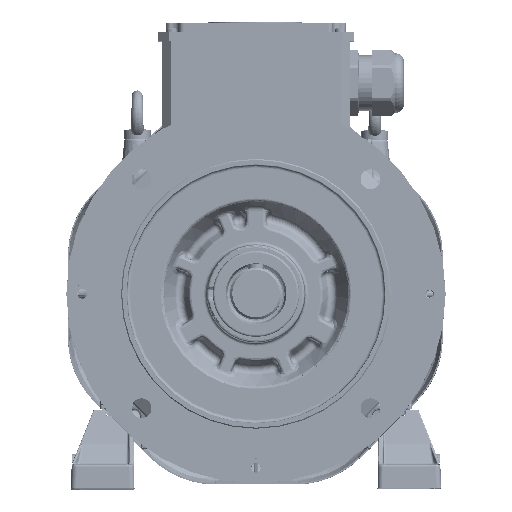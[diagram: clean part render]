
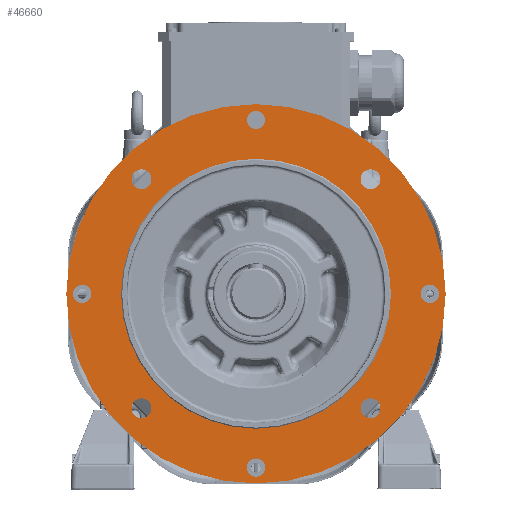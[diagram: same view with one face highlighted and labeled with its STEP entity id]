
A CAD part, top view. The second image highlights one B-rep face of the part: STEP entity #46660.
In plain terms, the highlighted planar face has unit normal (0, 0, 1).
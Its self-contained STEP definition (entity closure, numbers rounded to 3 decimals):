
#3287=PLANE('',#165528);
#41142=CIRCLE('',#165518,175.681);
#41143=CIRCLE('',#165519,125.);
#41144=CIRCLE('',#165520,9.25);
#41145=CIRCLE('',#165521,9.25);
#41146=CIRCLE('',#165522,9.25);
#41147=CIRCLE('',#165523,9.25);
#41148=CIRCLE('',#165524,8.5);
#41149=CIRCLE('',#165525,8.5);
#41150=CIRCLE('',#165526,8.5);
#41151=CIRCLE('',#165527,8.5);
#46660=ADVANCED_FACE('',(#54779,#54780,#54781,#54782,#54783,#54784,#54785,
#54786,#54787,#54788),#3287,.F.);
#54779=FACE_BOUND('',#59025,.T.);
#54780=FACE_BOUND('',#59026,.T.);
#54781=FACE_BOUND('',#59027,.T.);
#54782=FACE_BOUND('',#59028,.T.);
#54783=FACE_BOUND('',#59029,.T.);
#54784=FACE_BOUND('',#59030,.T.);
#54785=FACE_BOUND('',#59031,.T.);
#54786=FACE_BOUND('',#59032,.T.);
#54787=FACE_BOUND('',#59033,.T.);
#54788=FACE_BOUND('',#59034,.T.);
#59025=EDGE_LOOP('',(#83934));
#59026=EDGE_LOOP('',(#83935));
#59027=EDGE_LOOP('',(#83936));
#59028=EDGE_LOOP('',(#83937));
#59029=EDGE_LOOP('',(#83938));
#59030=EDGE_LOOP('',(#83939));
#59031=EDGE_LOOP('',(#83940));
#59032=EDGE_LOOP('',(#83941));
#59033=EDGE_LOOP('',(#83942));
#59034=EDGE_LOOP('',(#83943));
#83934=ORIENTED_EDGE('',*,*,#137489,.F.);
#83935=ORIENTED_EDGE('',*,*,#137490,.F.);
#83936=ORIENTED_EDGE('',*,*,#137491,.T.);
#83937=ORIENTED_EDGE('',*,*,#137492,.T.);
#83938=ORIENTED_EDGE('',*,*,#137493,.T.);
#83939=ORIENTED_EDGE('',*,*,#137494,.T.);
#83940=ORIENTED_EDGE('',*,*,#137495,.F.);
#83941=ORIENTED_EDGE('',*,*,#137496,.F.);
#83942=ORIENTED_EDGE('',*,*,#137497,.F.);
#83943=ORIENTED_EDGE('',*,*,#137498,.F.);
#115215=VERTEX_POINT('',#260990);
#115216=VERTEX_POINT('',#260992);
#115217=VERTEX_POINT('',#260994);
#115218=VERTEX_POINT('',#260996);
#115219=VERTEX_POINT('',#260998);
#115220=VERTEX_POINT('',#261000);
#115221=VERTEX_POINT('',#261002);
#115222=VERTEX_POINT('',#261004);
#115223=VERTEX_POINT('',#261006);
#115224=VERTEX_POINT('',#261008);
#137489=EDGE_CURVE('',#115215,#115215,#41142,.T.);
#137490=EDGE_CURVE('',#115216,#115216,#41143,.T.);
#137491=EDGE_CURVE('',#115217,#115217,#41144,.T.);
#137492=EDGE_CURVE('',#115218,#115218,#41145,.T.);
#137493=EDGE_CURVE('',#115219,#115219,#41146,.T.);
#137494=EDGE_CURVE('',#115220,#115220,#41147,.T.);
#137495=EDGE_CURVE('',#115221,#115221,#41148,.T.);
#137496=EDGE_CURVE('',#115222,#115222,#41149,.T.);
#137497=EDGE_CURVE('',#115223,#115223,#41150,.T.);
#137498=EDGE_CURVE('',#115224,#115224,#41151,.T.);
#165518=AXIS2_PLACEMENT_3D('',#260989,#194828,#194829);
#165519=AXIS2_PLACEMENT_3D('',#260991,#194830,#194831);
#165520=AXIS2_PLACEMENT_3D('',#260993,#194832,#194833);
#165521=AXIS2_PLACEMENT_3D('',#260995,#194834,#194835);
#165522=AXIS2_PLACEMENT_3D('',#260997,#194836,#194837);
#165523=AXIS2_PLACEMENT_3D('',#260999,#194838,#194839);
#165524=AXIS2_PLACEMENT_3D('',#261001,#194840,#194841);
#165525=AXIS2_PLACEMENT_3D('',#261003,#194842,#194843);
#165526=AXIS2_PLACEMENT_3D('',#261005,#194844,#194845);
#165527=AXIS2_PLACEMENT_3D('',#261007,#194846,#194847);
#165528=AXIS2_PLACEMENT_3D('',#261009,#194848,#194849);
#194828=DIRECTION('',(0.,0.,-1.));
#194829=DIRECTION('',(0.,-1.,0.));
#194830=DIRECTION('',(0.,0.,1.));
#194831=DIRECTION('',(0.,1.,0.));
#194832=DIRECTION('',(0.,0.,-1.));
#194833=DIRECTION('',(0.,-1.,0.));
#194834=DIRECTION('',(0.,0.,-1.));
#194835=DIRECTION('',(0.,-1.,0.));
#194836=DIRECTION('',(0.,0.,-1.));
#194837=DIRECTION('',(0.,-1.,0.));
#194838=DIRECTION('',(0.,0.,-1.));
#194839=DIRECTION('',(0.,-1.,0.));
#194840=DIRECTION('',(0.,0.,1.));
#194841=DIRECTION('',(-1.,0.,0.));
#194842=DIRECTION('',(0.,0.,1.));
#194843=DIRECTION('',(0.,-1.,0.));
#194844=DIRECTION('',(0.,0.,1.));
#194845=DIRECTION('',(1.,0.,0.));
#194846=DIRECTION('',(0.,0.,1.));
#194847=DIRECTION('',(0.,1.,0.));
#194848=DIRECTION('',(0.,0.,-1.));
#194849=DIRECTION('',(0.,-1.,0.));
#260989=CARTESIAN_POINT('',(0.,0.,0.));
#260990=CARTESIAN_POINT('',(0.,-175.681,0.));
#260991=CARTESIAN_POINT('',(0.,0.,0.));
#260992=CARTESIAN_POINT('',(0.,125.,0.));
#260993=CARTESIAN_POINT('',(-106.066,-106.066,0.));
#260994=CARTESIAN_POINT('',(-106.066,-115.316,0.));
#260995=CARTESIAN_POINT('',(106.066,-106.066,0.));
#260996=CARTESIAN_POINT('',(106.066,-115.316,0.));
#260997=CARTESIAN_POINT('',(-106.066,106.066,0.));
#260998=CARTESIAN_POINT('',(-106.066,96.816,0.));
#260999=CARTESIAN_POINT('',(106.066,106.066,0.));
#261000=CARTESIAN_POINT('',(106.066,96.816,0.));
#261001=CARTESIAN_POINT('',(0.,-161.,0.));
#261002=CARTESIAN_POINT('',(-8.5,-161.,0.));
#261003=CARTESIAN_POINT('',(161.,0.,0.));
#261004=CARTESIAN_POINT('',(161.,-8.5,0.));
#261005=CARTESIAN_POINT('',(0.,161.,0.));
#261006=CARTESIAN_POINT('',(8.5,161.,0.));
#261007=CARTESIAN_POINT('',(-161.,0.,0.));
#261008=CARTESIAN_POINT('',(-161.,8.5,0.));
#261009=CARTESIAN_POINT('',(0.,200.,0.));
